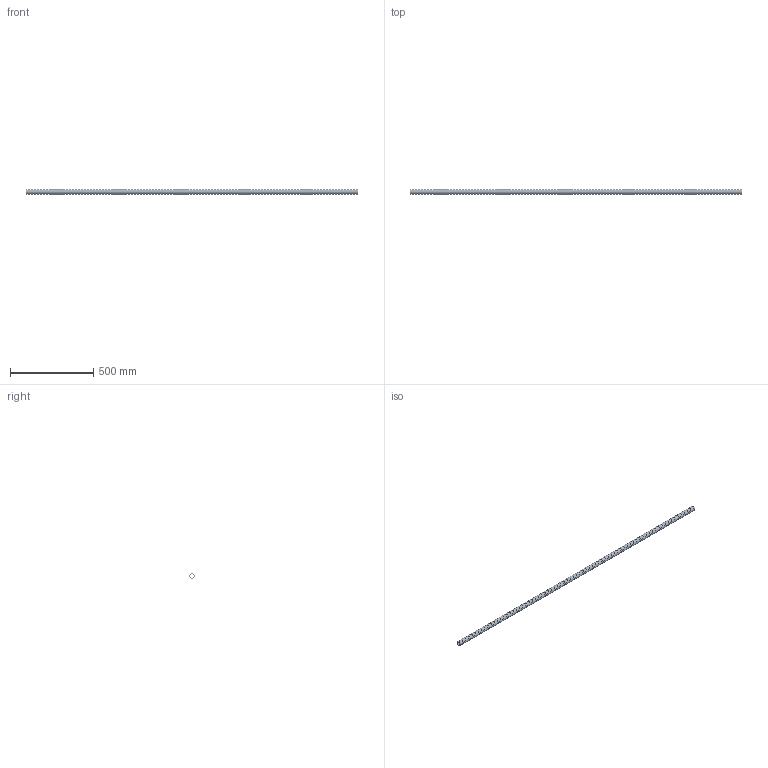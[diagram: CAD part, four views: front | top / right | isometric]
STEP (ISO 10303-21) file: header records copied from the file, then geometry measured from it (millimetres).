
FILE_DESCRIPTION (( 'STEP AP214' ), '1' );
FILE_NAME ('CTG20-32-K04-025 Òðóáà ãîôð. ÏÍÄ d32 ñ çîíäîì îðàíæåâàÿ (25 ì) IEK.STEP', '2017-11-17T06:26:20', ( '' ), ( '' ), 'SwSTEP 2.0', 'SolidWorks 2014', '' );
FILE_SCHEMA (( 'AUTOMOTIVE_DESIGN' ));
Length unit declared in the file: millimetre
Products named in the file (1): CTG20-32-K04-025 Òðóáà ãîôð. ÏÍÄ d32 ñ çîíäîì îðàíæåâàÿ (25 ì) IEK
Bounding box: 2000 x 32 x 32 mm (x, y, z)
Volume: 211233.8 mm3; surface area: 845024.6 mm2
Topology: 1 solids, 1 shells, 5340 faces, 10680 edges, 7120 vertices
Faces by surface type: cylinder 3560, plane 1780
Entity records: 201182 total; most frequent: DIRECTION 28482, CARTESIAN_POINT 23141, ORIENTED_EDGE 21360, AXIS2_PLACEMENT_3D 12461, EDGE_CURVE 10680, VERTEX_POINT 7120, EDGE_LOOP 7120, CIRCLE 7120
